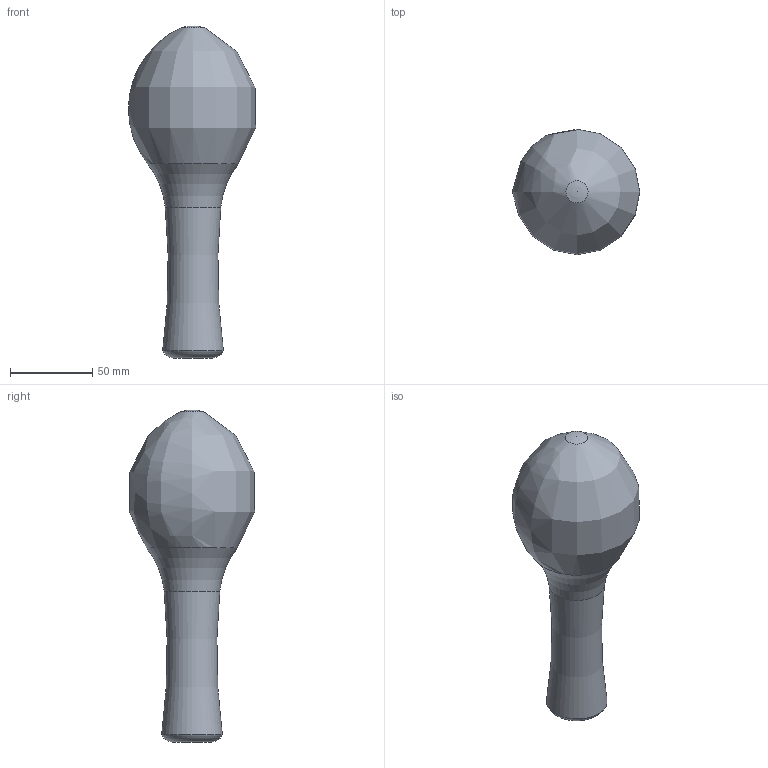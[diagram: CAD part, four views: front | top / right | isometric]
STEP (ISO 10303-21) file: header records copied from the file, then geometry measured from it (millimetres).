
FILE_DESCRIPTION(/* description */ (''),/* implementation_level */ '2;1');
FILE_NAME(/* name */ 'Maraca v2.step',/* time_stamp */ '2025-11-09T21:23:43-05:00',/* author */ (''),/* organization */ (''),/* preprocessor_version */ 'ST-DEVELOPER v20.1',/* originating_system */ 'Autodesk Translation Framework v14.17.0.0',/* authorisation */ '');
FILE_SCHEMA (('AUTOMOTIVE_DESIGN { 1 0 10303 214 3 1 1 }'));
Length unit declared in the file: millimetre
Products named in the file (1): Maraca
Bounding box: 77.32 x 76.09 x 201.7 mm (x, y, z)
Volume: 249161.1 mm3; surface area: 46702.8 mm2
Topology: 1 solids, 2 shells, 10 faces, 20 edges, 11 vertices
Faces by surface type: torus 3, sphere 3, cone 2, bspline 1, plane 1
Entity records: 326 total; most frequent: CARTESIAN_POINT 83, DIRECTION 52, ORIENTED_EDGE 34, AXIS2_PLACEMENT_3D 25, EDGE_CURVE 17, CIRCLE 15, VERTEX_POINT 11, FACE_OUTER_BOUND 10
